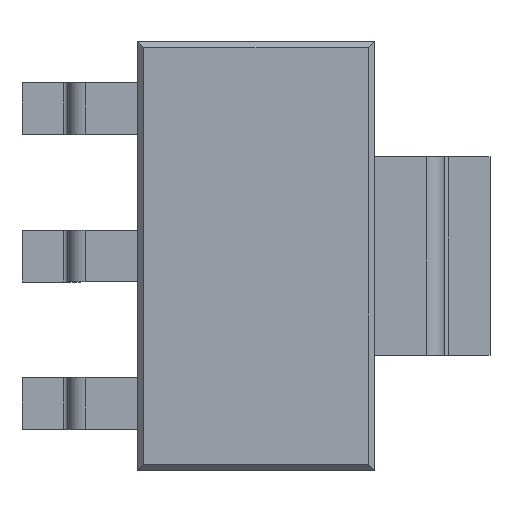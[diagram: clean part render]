
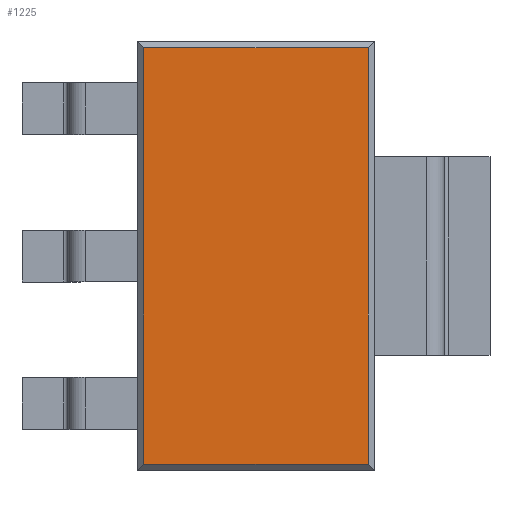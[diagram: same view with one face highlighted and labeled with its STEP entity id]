
A CAD part, top view. The second image highlights one B-rep face of the part: STEP entity #1225.
In plain terms, the highlighted planar face has unit normal (0, 0, 1).
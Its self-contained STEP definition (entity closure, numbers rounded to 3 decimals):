
#124=FACE_OUTER_BOUND('',#189,.T.);
#189=EDGE_LOOP('',(#1038,#1039,#1040,#1041));
#306=LINE('',#1955,#438);
#311=LINE('',#1965,#443);
#313=LINE('',#1969,#445);
#316=LINE('',#1974,#448);
#438=VECTOR('',#1621,1.);
#443=VECTOR('',#1628,1.);
#445=VECTOR('',#1632,1.);
#448=VECTOR('',#1637,1.);
#554=VERTEX_POINT('',#1953);
#555=VERTEX_POINT('',#1954);
#559=VERTEX_POINT('',#1964);
#560=VERTEX_POINT('',#1968);
#710=EDGE_CURVE('',#554,#555,#306,.T.);
#715=EDGE_CURVE('',#555,#559,#311,.T.);
#717=EDGE_CURVE('',#560,#554,#313,.T.);
#720=EDGE_CURVE('',#559,#560,#316,.T.);
#1038=ORIENTED_EDGE('',*,*,#710,.F.);
#1039=ORIENTED_EDGE('',*,*,#717,.F.);
#1040=ORIENTED_EDGE('',*,*,#720,.F.);
#1041=ORIENTED_EDGE('',*,*,#715,.F.);
#1100=PLANE('',#1333);
#1225=ADVANCED_FACE('',(#124),#1100,.T.);
#1333=AXIS2_PLACEMENT_3D('',#1986,#1648,#1649);
#1621=DIRECTION('',(0.,1.,0.));
#1628=DIRECTION('',(1.,0.,0.));
#1632=DIRECTION('',(-1.,0.,0.));
#1637=DIRECTION('',(0.,-1.,0.));
#1648=DIRECTION('center_axis',(0.,0.,1.));
#1649=DIRECTION('ref_axis',(-1.,0.,0.));
#1953=CARTESIAN_POINT('',(-1.75,-3.25,1.7));
#1954=CARTESIAN_POINT('',(-1.75,3.25,1.7));
#1955=CARTESIAN_POINT('',(-1.75,0.,1.7));
#1964=CARTESIAN_POINT('',(1.75,3.25,1.7));
#1965=CARTESIAN_POINT('',(0.,3.25,1.7));
#1968=CARTESIAN_POINT('',(1.75,-3.25,1.7));
#1969=CARTESIAN_POINT('',(0.,-3.25,1.7));
#1974=CARTESIAN_POINT('',(1.75,0.,1.7));
#1986=CARTESIAN_POINT('Origin',(0.,0.,1.7));
